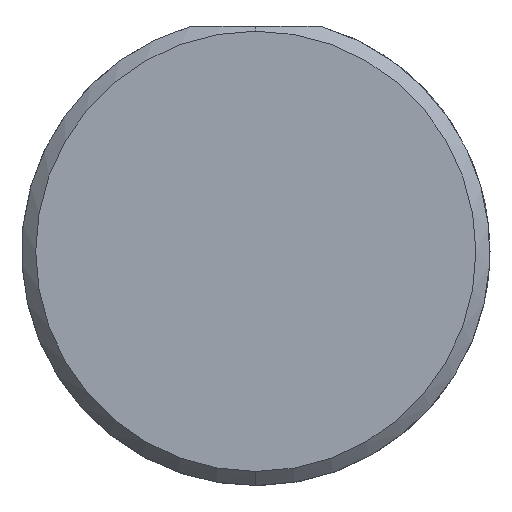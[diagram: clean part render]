
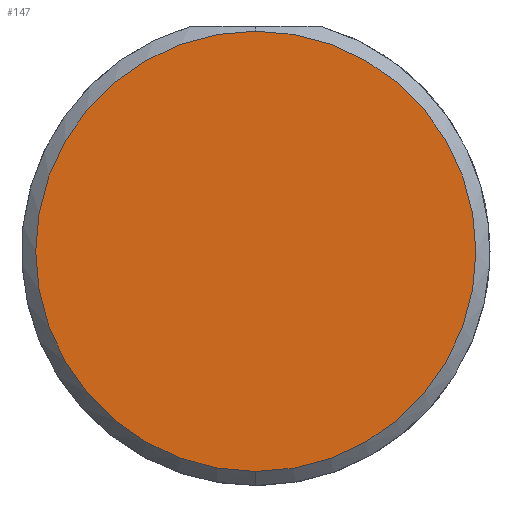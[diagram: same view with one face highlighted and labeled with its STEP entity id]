
A CAD part, left-side view. The second image highlights one B-rep face of the part: STEP entity #147.
In plain terms, the highlighted planar face has unit normal (-1, 0, 0).
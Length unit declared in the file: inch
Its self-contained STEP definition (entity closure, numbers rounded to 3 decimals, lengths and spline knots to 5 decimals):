
#8 = PLANE ( 'NONE',  #249 ) ;
#15 = FACE_OUTER_BOUND ( 'NONE', #353, .T. ) ;
#113 = DIRECTION ( 'NONE',  ( -1., 0., 0. ) ) ;
#126 = ORIENTED_EDGE ( 'NONE', *, *, #472, .T. ) ;
#147 = ADVANCED_FACE ( 'NONE', ( #15 ), #8, .F. ) ;
#182 = DIRECTION ( 'NONE',  ( -1., 0., 0. ) ) ;
#243 = CARTESIAN_POINT ( 'NONE',  ( 0., 0., 0.23485 ) ) ;
#249 = AXIS2_PLACEMENT_3D ( 'NONE', #766, #256, #338 ) ;
#256 = DIRECTION ( 'NONE',  ( 1., 0., 0. ) ) ;
#273 = AXIS2_PLACEMENT_3D ( 'NONE', #664, #113, #356 ) ;
#300 = CARTESIAN_POINT ( 'NONE',  ( 0., 0., -0.23485 ) ) ;
#338 = DIRECTION ( 'NONE',  ( 0., 0., -1. ) ) ;
#353 = EDGE_LOOP ( 'NONE', ( #126, #486 ) ) ;
#354 = EDGE_CURVE ( 'NONE', #442, #431, #385, .T. ) ;
#356 = DIRECTION ( 'NONE',  ( 0., 0., 1. ) ) ;
#385 = CIRCLE ( 'NONE', #273, 0.23485 ) ;
#411 = CIRCLE ( 'NONE', #555, 0.23485 ) ;
#422 = DIRECTION ( 'NONE',  ( 0., 0., 1. ) ) ;
#431 = VERTEX_POINT ( 'NONE', #300 ) ;
#442 = VERTEX_POINT ( 'NONE', #243 ) ;
#472 = EDGE_CURVE ( 'NONE', #431, #442, #411, .T. ) ;
#486 = ORIENTED_EDGE ( 'NONE', *, *, #354, .T. ) ;
#555 = AXIS2_PLACEMENT_3D ( 'NONE', #793, #182, #422 ) ;
#664 = CARTESIAN_POINT ( 'NONE',  ( 0., 0., 0. ) ) ;
#766 = CARTESIAN_POINT ( 'NONE',  ( 0., 0., 0. ) ) ;
#793 = CARTESIAN_POINT ( 'NONE',  ( 0., 0., 0. ) ) ;
